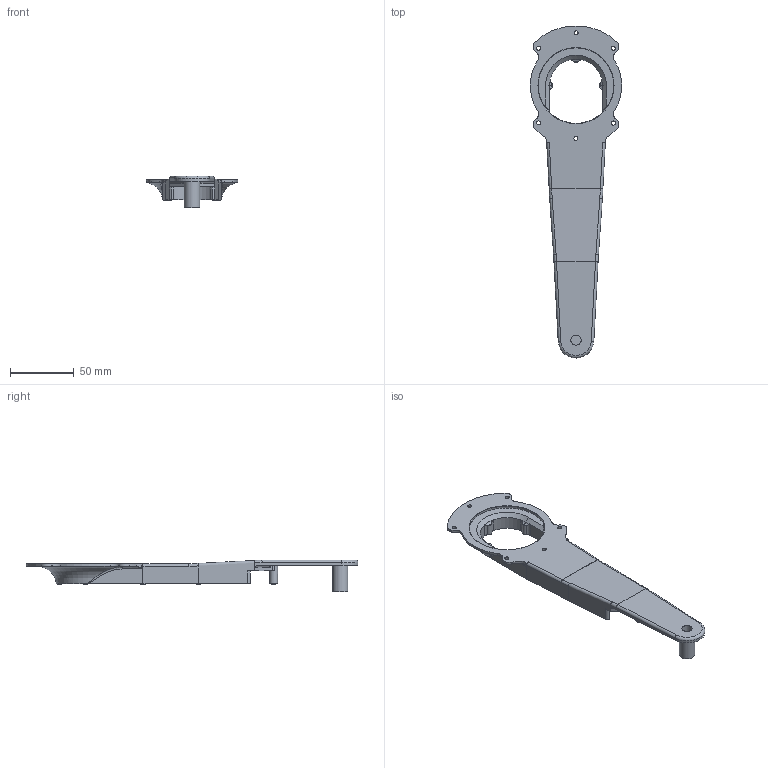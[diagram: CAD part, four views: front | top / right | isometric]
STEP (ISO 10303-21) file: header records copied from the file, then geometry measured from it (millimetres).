
FILE_DESCRIPTION(/* description */ (''),/* implementation_level */ '2;1');
FILE_NAME(/* name */ 'upper link 1.step',/* time_stamp */ '2019-12-16T08:01:35+09:00',/* author */ (''),/* organization */ (''),/* preprocessor_version */ 'ST-DEVELOPER v18',/* originating_system */ 'Autodesk Translation Framework v8.12.0.6',/* authorisation */ '');
FILE_SCHEMA (('AUTOMOTIVE_DESIGN { 1 0 10303 214 3 1 1 }'));
Length unit declared in the file: millimetre
Products named in the file (1): upper link 1
Bounding box: 71.76 x 260.83 x 25 mm (x, y, z)
Volume: 41823.4 mm3; surface area: 32343.4 mm2
Topology: 1 solids, 1 shells, 280 faces, 671 edges, 414 vertices
Faces by surface type: cylinder 126, plane 73, bspline 44, cone 17, torus 16, sphere 4
Full cylindrical faces by diameter (mm): 2.5 x13, 3.2 x6, 3.6 x8, 6.3 x1, 8 x1, 12 x1, 18 x1, 59.4 x1
Entity records: 9091 total; most frequent: CARTESIAN_POINT 2509, DIRECTION 1426, ORIENTED_EDGE 1338, EDGE_CURVE 669, AXIS2_PLACEMENT_3D 578, VERTEX_POINT 414, EDGE_LOOP 317, CIRCLE 311
